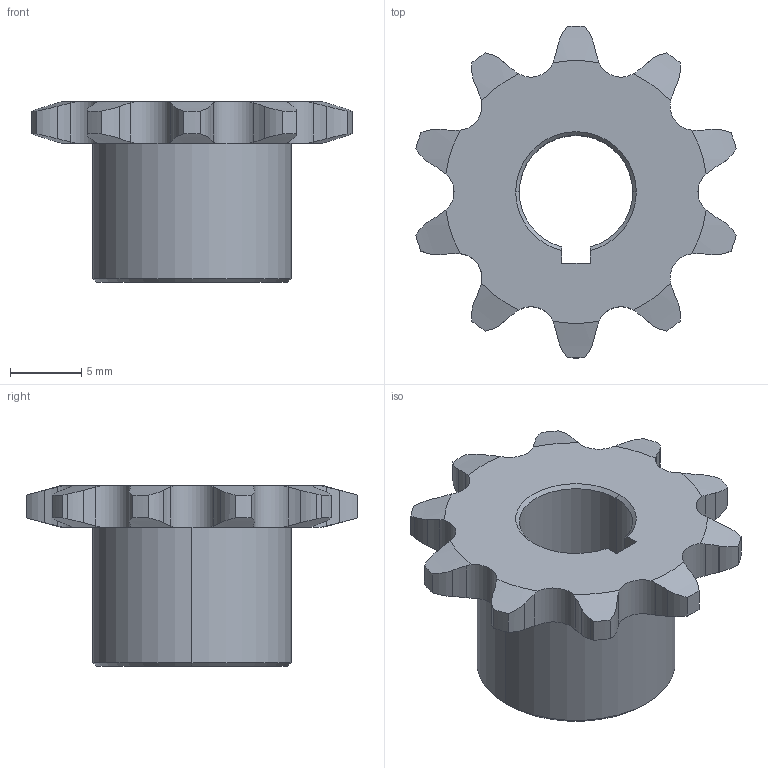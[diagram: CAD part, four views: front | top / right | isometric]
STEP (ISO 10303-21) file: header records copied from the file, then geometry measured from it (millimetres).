
FILE_DESCRIPTION (( 'STEP AP214' ), '1' );
FILE_NAME ('am-0505 S25-10HA-313K, Aluminum Sprocket, 10 tooth.STEP', '2014-08-20T21:06:23', ( '' ), ( '' ), 'SwSTEP 2.0', 'SolidWorks 2014', '' );
FILE_SCHEMA (( 'AUTOMOTIVE_DESIGN' ));
Length unit declared in the file: millimetre
Products named in the file (1): am-0505 S25-10HA-313K, Aluminum Sprocket, 10 tooth
Bounding box: 22.55 x 23.35 x 12.7 mm (x, y, z)
Volume: 1722.1 mm3; surface area: 1523.6 mm2
Topology: 1 solids, 1 shells, 124 faces, 357 edges, 236 vertices
Faces by surface type: cylinder 70, cone 28, plane 26
Entity records: 4320 total; most frequent: CARTESIAN_POINT 1237, ORIENTED_EDGE 714, DIRECTION 544, EDGE_CURVE 357, VERTEX_POINT 236, AXIS2_PLACEMENT_3D 209, B_SPLINE_CURVE_WITH_KNOTS 147, EDGE_LOOP 127
